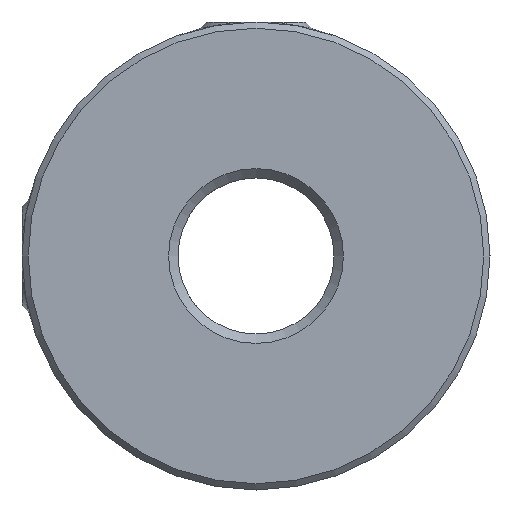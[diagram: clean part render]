
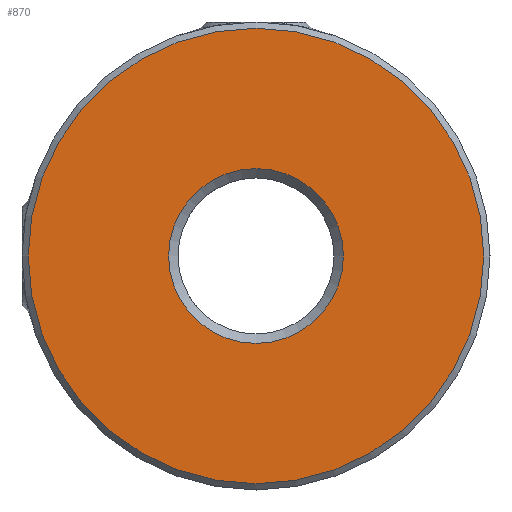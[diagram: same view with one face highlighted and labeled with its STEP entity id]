
A CAD part, front view. The second image highlights one B-rep face of the part: STEP entity #870.
In plain terms, the highlighted planar face has unit normal (0, -1, 0).
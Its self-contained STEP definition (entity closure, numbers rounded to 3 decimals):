
#761 = VERTEX_POINT('',#762);
#762 = CARTESIAN_POINT('',(0.,-6.2,2.8));
#770 = EDGE_CURVE('',#761,#761,#771,.T.);
#771 = CIRCLE('',#772,2.8);
#772 = AXIS2_PLACEMENT_3D('',#773,#774,#775);
#773 = CARTESIAN_POINT('',(0.,-6.2,0.));
#774 = DIRECTION('',(0.,1.,0.));
#775 = DIRECTION('',(0.,0.,1.));
#870 = ADVANCED_FACE('',(#871,#874),#885,.T.);
#871 = FACE_BOUND('',#872,.T.);
#872 = EDGE_LOOP('',(#873));
#873 = ORIENTED_EDGE('',*,*,#770,.T.);
#874 = FACE_BOUND('',#875,.T.);
#875 = EDGE_LOOP('',(#876));
#876 = ORIENTED_EDGE('',*,*,#877,.F.);
#877 = EDGE_CURVE('',#878,#878,#880,.T.);
#878 = VERTEX_POINT('',#879);
#879 = CARTESIAN_POINT('',(0.,-6.2,7.3));
#880 = CIRCLE('',#881,7.3);
#881 = AXIS2_PLACEMENT_3D('',#882,#883,#884);
#882 = CARTESIAN_POINT('',(0.,-6.2,0.));
#883 = DIRECTION('',(0.,1.,0.));
#884 = DIRECTION('',(0.,0.,1.));
#885 = PLANE('',#886);
#886 = AXIS2_PLACEMENT_3D('',#887,#888,#889);
#887 = CARTESIAN_POINT('',(0.,-6.2,0.));
#888 = DIRECTION('',(0.,-1.,0.));
#889 = DIRECTION('',(0.,0.,-1.));
